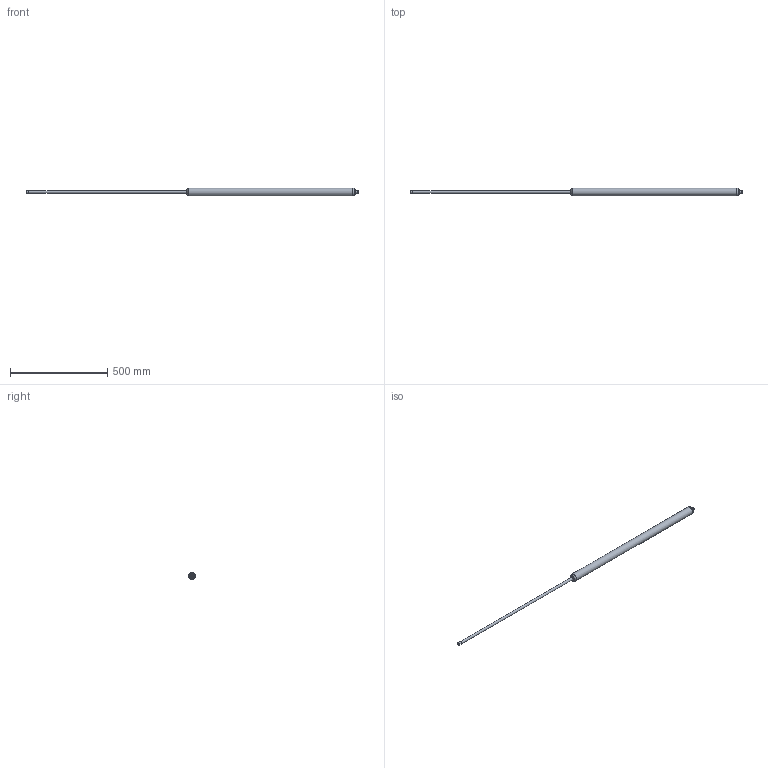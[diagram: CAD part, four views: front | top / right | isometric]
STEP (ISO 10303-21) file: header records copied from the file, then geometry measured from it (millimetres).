
FILE_DESCRIPTION(/* description */ (''),/* implementation_level */ '2;1');
FILE_NAME(/* name */ 'Z0Z0XAB-800-1675-004-000N.stp',/* time_stamp */ '2019-04-03T10:39:39+02:00',/* author */ ('CADNEU'),/* organization */ (''),/* preprocessor_version */ 'ST-DEVELOPER v16.1',/* originating_system */ 'Autodesk Inventor 2016',/* authorisation */ '');
FILE_SCHEMA (('AUTOMOTIVE_DESIGN { 1 0 10303 214 3 1 1 }'));
Length unit declared in the file: millimetre
Products named in the file (5): Zylinder_40-1675; Kolbenstange_14-1675; Gewindeanschluß_Z0_40; Gewindeanschluß_M14x1.5x15-Z0; Z0Z0XAB-800-1675-004-000N
Assembly tree (4 placements, depth 2):
  Z0Z0XAB-800-1675-004-000N
    Zylinder_40-1675
    Kolbenstange_14-1675
    Gewindeanschluß_Z0_40
    Gewindeanschluß_M14x1.5x15-Z0
Bounding box: 1705 x 40 x 40 mm (x, y, z)
Volume: 1209728.1 mm3; surface area: 150942.6 mm2
Topology: 4 solids, 4 shells, 28 faces, 42 edges, 24 vertices
Faces by surface type: cylinder 10, plane 10, cone 6, torus 2
Full cylindrical faces by diameter (mm): 3.2 x1, 14 x3, 25 x2, 29.9 x2, 40 x2
Entity records: 676 total; most frequent: DIRECTION 122, CARTESIAN_POINT 85, AXIS2_PLACEMENT_3D 61, EDGE_LOOP 48, ORIENTED_EDGE 48, FACE_OUTER_BOUND 28, ADVANCED_FACE 28, CIRCLE 24
